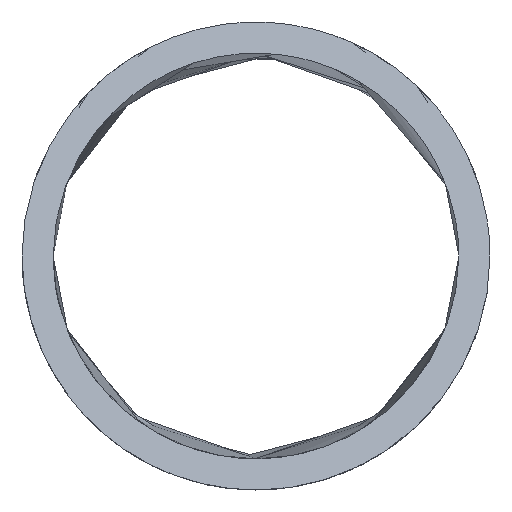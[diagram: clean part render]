
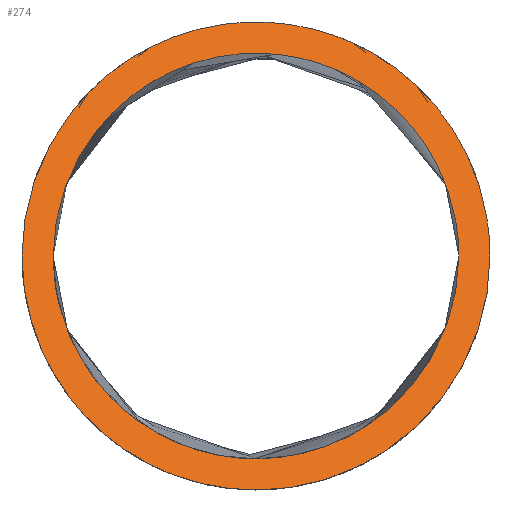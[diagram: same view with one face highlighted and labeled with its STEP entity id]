
A CAD part, front view. The second image highlights one B-rep face of the part: STEP entity #274.
In plain terms, the highlighted planar face has unit normal (0, -0.85, 0.527).
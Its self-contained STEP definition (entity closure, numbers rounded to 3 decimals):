
#90=CARTESIAN_POINT('Vertex',(-745.,-180.,0.)) ;
#101=CARTESIAN_POINT('Vertex',(-775.,-180.,0.)) ;
#134=CARTESIAN_POINT('Control Point',(-745.,-180.,0.)) ;
#135=CARTESIAN_POINT('Control Point',(-745.,-181.507,-2.427)) ;
#136=CARTESIAN_POINT('Control Point',(-745.491,-183.014,-4.854)) ;
#137=CARTESIAN_POINT('Control Point',(-746.468,-184.463,-7.188)) ;
#138=CARTESIAN_POINT('Control Point',(-748.957,-186.678,-10.756)) ;
#139=CARTESIAN_POINT('Control Point',(-752.725,-188.262,-13.308)) ;
#140=CARTESIAN_POINT('Control Point',(-754.424,-188.765,-14.119)) ;
#141=CARTESIAN_POINT('Control Point',(-758.311,-189.464,-15.245)) ;
#142=CARTESIAN_POINT('Control Point',(-762.427,-189.336,-15.038)) ;
#143=CARTESIAN_POINT('Control Point',(-764.536,-189.02,-14.528)) ;
#144=CARTESIAN_POINT('Control Point',(-767.461,-188.226,-13.249)) ;
#145=CARTESIAN_POINT('Control Point',(-769.855,-187.064,-11.379)) ;
#146=CARTESIAN_POINT('Control Point',(-770.608,-186.629,-10.678)) ;
#147=CARTESIAN_POINT('Control Point',(-772.679,-185.212,-8.396)) ;
#148=CARTESIAN_POINT('Control Point',(-774.071,-183.562,-5.738)) ;
#149=CARTESIAN_POINT('Control Point',(-774.69,-182.394,-3.856)) ;
#150=CARTESIAN_POINT('Control Point',(-775.,-181.197,-1.928)) ;
#151=CARTESIAN_POINT('Control Point',(-775.,-180.,0.)) ;
#158=CARTESIAN_POINT('Axis2P3D Location',(-760.,-180.,0.)) ;
#164=CARTESIAN_POINT('Control Point',(-775.,-180.,0.)) ;
#165=CARTESIAN_POINT('Control Point',(-775.,-179.082,1.478)) ;
#166=CARTESIAN_POINT('Control Point',(-774.818,-178.155,2.971)) ;
#167=CARTESIAN_POINT('Control Point',(-774.446,-177.233,4.457)) ;
#168=CARTESIAN_POINT('Control Point',(-773.533,-175.786,6.788)) ;
#169=CARTESIAN_POINT('Control Point',(-772.103,-174.449,8.942)) ;
#170=CARTESIAN_POINT('Control Point',(-771.488,-173.964,9.723)) ;
#171=CARTESIAN_POINT('Control Point',(-770.181,-173.094,11.123)) ;
#172=CARTESIAN_POINT('Control Point',(-768.616,-172.344,12.333)) ;
#173=CARTESIAN_POINT('Control Point',(-767.82,-172.02,12.854)) ;
#174=CARTESIAN_POINT('Control Point',(-766.202,-171.472,13.737)) ;
#175=CARTESIAN_POINT('Control Point',(-764.424,-171.075,14.375)) ;
#176=CARTESIAN_POINT('Control Point',(-763.546,-170.925,14.618)) ;
#177=CARTESIAN_POINT('Control Point',(-761.567,-170.685,15.004)) ;
#178=CARTESIAN_POINT('Control Point',(-759.53,-170.654,15.054)) ;
#179=CARTESIAN_POINT('Control Point',(-758.42,-170.701,14.978)) ;
#180=CARTESIAN_POINT('Control Point',(-756.314,-170.914,14.635)) ;
#181=CARTESIAN_POINT('Control Point',(-754.338,-171.343,13.945)) ;
#182=CARTESIAN_POINT('Control Point',(-753.427,-171.596,13.537)) ;
#183=CARTESIAN_POINT('Control Point',(-751.619,-172.213,12.543)) ;
#184=CARTESIAN_POINT('Control Point',(-750.054,-172.984,11.301)) ;
#185=CARTESIAN_POINT('Control Point',(-749.307,-173.424,10.593)) ;
#186=CARTESIAN_POINT('Control Point',(-747.612,-174.603,8.693)) ;
#187=CARTESIAN_POINT('Control Point',(-746.392,-175.926,6.561)) ;
#188=CARTESIAN_POINT('Control Point',(-745.83,-176.758,5.222)) ;
#189=CARTESIAN_POINT('Control Point',(-745.295,-177.913,3.361)) ;
#190=CARTESIAN_POINT('Control Point',(-745.061,-179.077,1.486)) ;
#191=CARTESIAN_POINT('Control Point',(-745.02,-179.386,0.989)) ;
#192=CARTESIAN_POINT('Control Point',(-745.,-179.693,0.494)) ;
#193=CARTESIAN_POINT('Control Point',(-745.,-180.,0.)) ;
#200=CARTESIAN_POINT('Control Point',(-747.,-180.,0.)) ;
#201=CARTESIAN_POINT('Control Point',(-747.,-180.865,-1.394)) ;
#202=CARTESIAN_POINT('Control Point',(-747.187,-181.73,-2.787)) ;
#203=CARTESIAN_POINT('Control Point',(-747.56,-182.581,-4.157)) ;
#204=CARTESIAN_POINT('Control Point',(-748.466,-183.904,-6.288)) ;
#205=CARTESIAN_POINT('Control Point',(-749.858,-185.095,-8.207)) ;
#206=CARTESIAN_POINT('Control Point',(-750.456,-185.524,-8.898)) ;
#207=CARTESIAN_POINT('Control Point',(-751.724,-186.286,-10.124)) ;
#208=CARTESIAN_POINT('Control Point',(-753.222,-186.918,-11.144)) ;
#209=CARTESIAN_POINT('Control Point',(-753.983,-187.185,-11.574)) ;
#210=CARTESIAN_POINT('Control Point',(-755.528,-187.625,-12.282)) ;
#211=CARTESIAN_POINT('Control Point',(-757.2,-187.907,-12.736)) ;
#212=CARTESIAN_POINT('Control Point',(-758.025,-188.003,-12.89)) ;
#213=CARTESIAN_POINT('Control Point',(-759.682,-188.11,-13.063)) ;
#214=CARTESIAN_POINT('Control Point',(-761.348,-188.052,-12.969)) ;
#215=CARTESIAN_POINT('Control Point',(-762.164,-187.983,-12.858)) ;
#216=CARTESIAN_POINT('Control Point',(-763.901,-187.747,-12.479)) ;
#217=CARTESIAN_POINT('Control Point',(-765.523,-187.341,-11.825)) ;
#218=CARTESIAN_POINT('Control Point',(-766.353,-187.076,-11.398)) ;
#219=CARTESIAN_POINT('Control Point',(-767.984,-186.438,-10.369)) ;
#220=CARTESIAN_POINT('Control Point',(-769.361,-185.649,-9.099)) ;
#221=CARTESIAN_POINT('Control Point',(-770.008,-185.202,-8.379)) ;
#222=CARTESIAN_POINT('Control Point',(-771.428,-184.02,-6.475)) ;
#223=CARTESIAN_POINT('Control Point',(-772.364,-182.704,-4.355)) ;
#224=CARTESIAN_POINT('Control Point',(-772.749,-181.885,-3.036)) ;
#225=CARTESIAN_POINT('Control Point',(-772.97,-181.008,-1.624)) ;
#226=CARTESIAN_POINT('Control Point',(-772.999,-180.129,-0.208)) ;
#227=CARTESIAN_POINT('Control Point',(-773.,-180.086,-0.138)) ;
#228=CARTESIAN_POINT('Control Point',(-773.,-180.043,-0.069)) ;
#229=CARTESIAN_POINT('Control Point',(-773.,-180.,0.)) ;
#230=CARTESIAN_POINT('Vertex',(-747.,-180.,0.)) ;
#232=CARTESIAN_POINT('Vertex',(-773.,-180.,0.)) ;
#236=CARTESIAN_POINT('Control Point',(-773.,-180.,0.)) ;
#237=CARTESIAN_POINT('Control Point',(-773.,-179.284,1.153)) ;
#238=CARTESIAN_POINT('Control Point',(-772.872,-178.562,2.316)) ;
#239=CARTESIAN_POINT('Control Point',(-772.612,-177.842,3.475)) ;
#240=CARTESIAN_POINT('Control Point',(-771.923,-176.616,5.451)) ;
#241=CARTESIAN_POINT('Control Point',(-770.814,-175.466,7.303)) ;
#242=CARTESIAN_POINT('Control Point',(-770.267,-174.998,8.057)) ;
#243=CARTESIAN_POINT('Control Point',(-769.088,-174.16,9.406)) ;
#244=CARTESIAN_POINT('Control Point',(-767.644,-173.438,10.57)) ;
#245=CARTESIAN_POINT('Control Point',(-766.907,-173.128,11.068)) ;
#246=CARTESIAN_POINT('Control Point',(-765.403,-172.609,11.904)) ;
#247=CARTESIAN_POINT('Control Point',(-763.737,-172.243,12.494)) ;
#248=CARTESIAN_POINT('Control Point',(-762.916,-172.108,12.712)) ;
#249=CARTESIAN_POINT('Control Point',(-761.368,-171.937,12.988)) ;
#250=CARTESIAN_POINT('Control Point',(-759.788,-171.912,13.028)) ;
#251=CARTESIAN_POINT('Control Point',(-759.067,-171.931,12.996)) ;
#252=CARTESIAN_POINT('Control Point',(-757.731,-172.026,12.844)) ;
#253=CARTESIAN_POINT('Control Point',(-756.439,-172.224,12.526)) ;
#254=CARTESIAN_POINT('Control Point',(-755.852,-172.337,12.343)) ;
#255=CARTESIAN_POINT('Control Point',(-754.683,-172.61,11.903)) ;
#256=CARTESIAN_POINT('Control Point',(-753.595,-172.96,11.339)) ;
#257=CARTESIAN_POINT('Control Point',(-753.062,-173.159,11.02)) ;
#258=CARTESIAN_POINT('Control Point',(-751.717,-173.727,10.103)) ;
#259=CARTESIAN_POINT('Control Point',(-750.563,-174.399,9.021)) ;
#260=CARTESIAN_POINT('Control Point',(-749.923,-174.85,8.295)) ;
#261=CARTESIAN_POINT('Control Point',(-748.508,-176.049,6.364)) ;
#262=CARTESIAN_POINT('Control Point',(-747.596,-177.367,4.241)) ;
#263=CARTESIAN_POINT('Control Point',(-747.226,-178.186,2.921)) ;
#264=CARTESIAN_POINT('Control Point',(-747.022,-179.046,1.536)) ;
#265=CARTESIAN_POINT('Control Point',(-747.001,-179.898,0.164)) ;
#266=CARTESIAN_POINT('Control Point',(-747.,-179.932,0.109)) ;
#267=CARTESIAN_POINT('Control Point',(-747.,-179.966,0.055)) ;
#268=CARTESIAN_POINT('Control Point',(-747.,-180.,0.)) ;
#159=DIRECTION('Axis2P3D Direction',(0.,-0.85,0.527)) ;
#160=DIRECTION('Axis2P3D XDirection',(-1.,0.,0.)) ;
#161=AXIS2_PLACEMENT_3D('Plane Axis2P3D',#158,#159,#160) ;
#196=ORIENTED_EDGE('',*,*,#152,.F.) ;
#197=ORIENTED_EDGE('',*,*,#194,.F.) ;
#271=ORIENTED_EDGE('',*,*,#234,.T.) ;
#272=ORIENTED_EDGE('',*,*,#269,.T.) ;
#273=FACE_BOUND('',#270,.T.) ;
#274=ADVANCED_FACE('Corps principal',(#198,#273),#162,.T.) ;
#133=B_SPLINE_CURVE_WITH_KNOTS('',5,(#134,#135,#136,#137,#138,#139,#140,#141,#142,#143,#144,#145,#146,#147,#148,#149,#150,#151),.UNSPECIFIED.,.F.,.U.,(6,3,3,3,3,6),(0.,20.201,33.709,48.752,56.611,72.66),.UNSPECIFIED.) ;
#163=B_SPLINE_CURVE_WITH_KNOTS('',5,(#164,#165,#166,#167,#168,#169,#170,#171,#172,#173,#174,#175,#176,#177,#178,#179,#180,#181,#182,#183,#184,#185,#186,#187,#188,#189,#190,#191,#192,#193),.UNSPECIFIED.,.F.,.U.,(6,3,3,3,3,3,3,3,3,6),(0.,12.809,20.588,27.557,33.902,41.512,48.612,56.426,68.32,72.6),.UNSPECIFIED.) ;
#199=B_SPLINE_CURVE_WITH_KNOTS('',5,(#200,#201,#202,#203,#204,#205,#206,#207,#208,#209,#210,#211,#212,#213,#214,#215,#216,#217,#218,#219,#220,#221,#222,#223,#224,#225,#226,#227,#228,#229),.UNSPECIFIED.,.F.,.U.,(6,3,3,3,3,3,3,3,3,6),(0.,11.598,18.703,25.125,31.064,36.878,43.692,51.184,62.394,62.97),.UNSPECIFIED.) ;
#235=B_SPLINE_CURVE_WITH_KNOTS('',5,(#236,#237,#238,#239,#240,#241,#242,#243,#244,#245,#246,#247,#248,#249,#250,#251,#252,#253,#254,#255,#256,#257,#258,#259,#260,#261,#262,#263,#264,#265,#266,#267,#268),.UNSPECIFIED.,.F.,.U.,(6,3,3,3,3,3,3,3,3,3,6),(0.,9.989,17.333,23.867,29.771,34.725,39.032,43.559,51.037,62.447,62.919),.UNSPECIFIED.) ;
#152=EDGE_CURVE('',#91,#102,#133,.T.) ;
#194=EDGE_CURVE('',#102,#91,#163,.T.) ;
#234=EDGE_CURVE('',#231,#233,#199,.T.) ;
#269=EDGE_CURVE('',#233,#231,#235,.T.) ;
#195=EDGE_LOOP('',(#196,#197)) ;
#270=EDGE_LOOP('',(#271,#272)) ;
#198=FACE_OUTER_BOUND('',#195,.T.) ;
#162=PLANE('Plane',#161) ;
#91=VERTEX_POINT('',#90) ;
#102=VERTEX_POINT('',#101) ;
#231=VERTEX_POINT('',#230) ;
#233=VERTEX_POINT('',#232) ;
